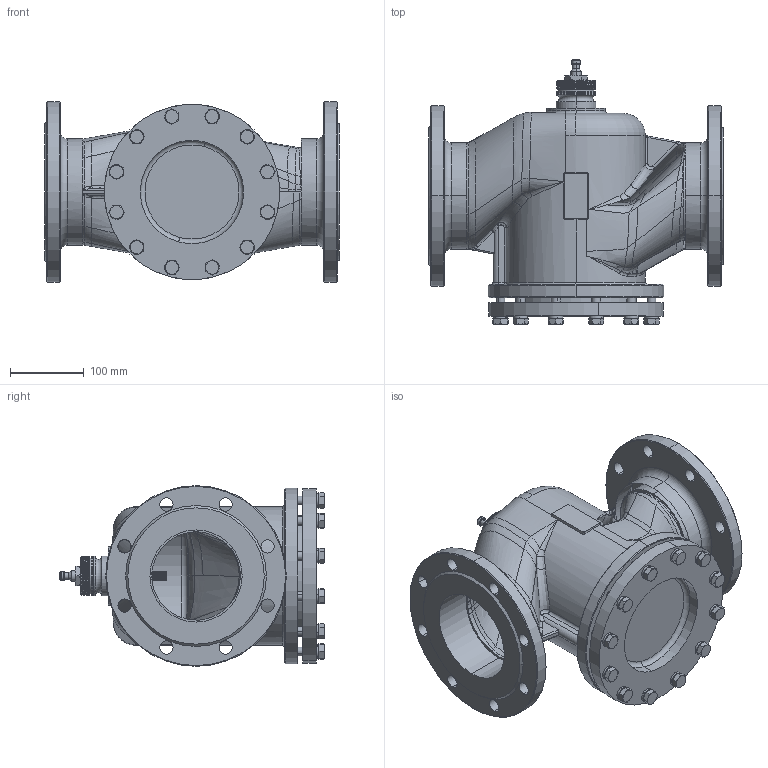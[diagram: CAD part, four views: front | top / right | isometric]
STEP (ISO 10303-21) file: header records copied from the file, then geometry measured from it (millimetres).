
FILE_DESCRIPTION((''),'2;1');
FILE_NAME('3D_STEP_CAD_MODEL_OF__SW0003','2023-03-27T16:50:28',('phili'),(''),'CREO PARAMETRIC BY PTC INC, 2019010','CREO PARAMETRIC BY PTC INC, 2019010','');
FILE_SCHEMA(('CONFIG_CONTROL_DESIGN'));
Products named in the file (1): 3D_STEP_CAD_MODEL_OF__SW0003
Bounding box: 400 x 359 x 245 mm (x, y, z)
Surface area: 870013.4 mm2 (no closed solid volume)
Topology: 0 solids, 77 shells, 1105 faces, 3300 edges, 2219 vertices
Faces by surface type: bspline 309, cone 287, cylinder 252, plane 204, torus 40, extrusion 13
Entity records: 115952 total; most frequent: CARTESIAN_POINT 89365, ORIENTED_EDGE 5671, DIRECTION 4607, EDGE_CURVE 3298, VERTEX_POINT 2219, AXIS2_PLACEMENT_3D 1870, B_SPLINE_CURVE_WITH_KNOTS 1370, EDGE_LOOP 1224
